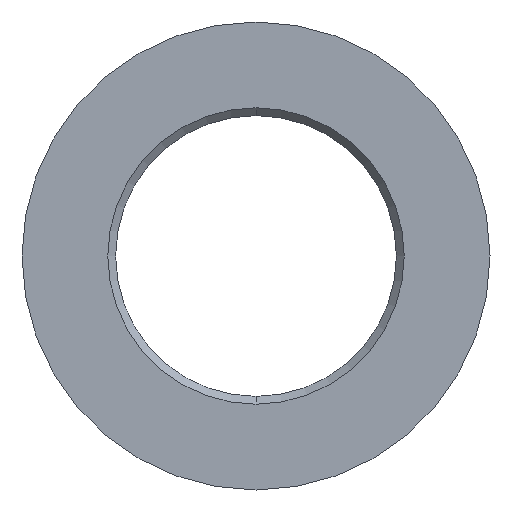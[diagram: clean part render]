
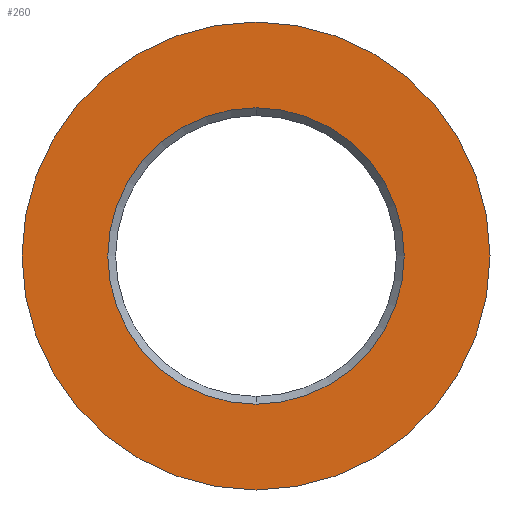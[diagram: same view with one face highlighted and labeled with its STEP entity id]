
A CAD part, front view. The second image highlights one B-rep face of the part: STEP entity #260.
In plain terms, the highlighted planar face has unit normal (0, -1, 0).
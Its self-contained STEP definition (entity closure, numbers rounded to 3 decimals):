
#4 = CIRCLE ( 'NONE', #227, 9.5 ) ;
#8 = EDGE_CURVE ( 'NONE', #280, #105, #218, .T. ) ;
#10 = EDGE_CURVE ( 'NONE', #105, #280, #4, .T. ) ;
#12 = EDGE_LOOP ( 'NONE', ( #288, #110 ) ) ;
#39 = ORIENTED_EDGE ( 'NONE', *, *, #8, .T. ) ;
#50 = CARTESIAN_POINT ( 'NONE',  ( 0., 0., 15. ) ) ;
#62 = CARTESIAN_POINT ( 'NONE',  ( 0., 0., 0. ) ) ;
#64 = DIRECTION ( 'NONE',  ( 0., 1., 0. ) ) ;
#66 = DIRECTION ( 'NONE',  ( 0., 0., 1. ) ) ;
#90 = AXIS2_PLACEMENT_3D ( 'NONE', #62, #64, #66 ) ;
#92 = CARTESIAN_POINT ( 'NONE',  ( 0., 0., 0. ) ) ;
#94 = DIRECTION ( 'NONE',  ( 0., 1., 0. ) ) ;
#95 = DIRECTION ( 'NONE',  ( 0., 0., 1. ) ) ;
#96 = DIRECTION ( 'NONE',  ( 0., 0., -1. ) ) ;
#99 = AXIS2_PLACEMENT_3D ( 'NONE', #92, #94, #95 ) ;
#100 = PLANE ( 'NONE',  #121 ) ;
#103 = DIRECTION ( 'NONE',  ( 0., -1., 0. ) ) ;
#105 = VERTEX_POINT ( 'NONE', #188 ) ;
#106 = DIRECTION ( 'NONE',  ( 0., 0., -1. ) ) ;
#110 = ORIENTED_EDGE ( 'NONE', *, *, #254, .F. ) ;
#121 = AXIS2_PLACEMENT_3D ( 'NONE', #277, #103, #106 ) ;
#126 = CARTESIAN_POINT ( 'NONE',  ( 0., 0., -9.5 ) ) ;
#158 = VERTEX_POINT ( 'NONE', #165 ) ;
#165 = CARTESIAN_POINT ( 'NONE',  ( 0., 0., -15. ) ) ;
#172 = FACE_BOUND ( 'NONE', #238, .T. ) ;
#178 = AXIS2_PLACEMENT_3D ( 'NONE', #213, #215, #216 ) ;
#188 = CARTESIAN_POINT ( 'NONE',  ( 0., 0., 9.5 ) ) ;
#213 = CARTESIAN_POINT ( 'NONE',  ( 0., 0., 0. ) ) ;
#215 = DIRECTION ( 'NONE',  ( 0., 1., 0. ) ) ;
#216 = DIRECTION ( 'NONE',  ( 0., 0., -1. ) ) ;
#218 = CIRCLE ( 'NONE', #178, 9.5 ) ;
#221 = CARTESIAN_POINT ( 'NONE',  ( 0., 0., 0. ) ) ;
#222 = DIRECTION ( 'NONE',  ( 0., 1., 0. ) ) ;
#227 = AXIS2_PLACEMENT_3D ( 'NONE', #221, #222, #96 ) ;
#238 = EDGE_LOOP ( 'NONE', ( #39, #250 ) ) ;
#249 = CIRCLE ( 'NONE', #90, 15. ) ;
#250 = ORIENTED_EDGE ( 'NONE', *, *, #10, .T. ) ;
#254 = EDGE_CURVE ( 'NONE', #158, #303, #286, .T. ) ;
#260 = ADVANCED_FACE ( 'NONE', ( #172, #310 ), #100, .T. ) ;
#277 = CARTESIAN_POINT ( 'NONE',  ( -9., 0., 0. ) ) ;
#280 = VERTEX_POINT ( 'NONE', #126 ) ;
#282 = EDGE_CURVE ( 'NONE', #303, #158, #249, .T. ) ;
#286 = CIRCLE ( 'NONE', #99, 15. ) ;
#288 = ORIENTED_EDGE ( 'NONE', *, *, #282, .F. ) ;
#303 = VERTEX_POINT ( 'NONE', #50 ) ;
#310 = FACE_OUTER_BOUND ( 'NONE', #12, .T. ) ;
